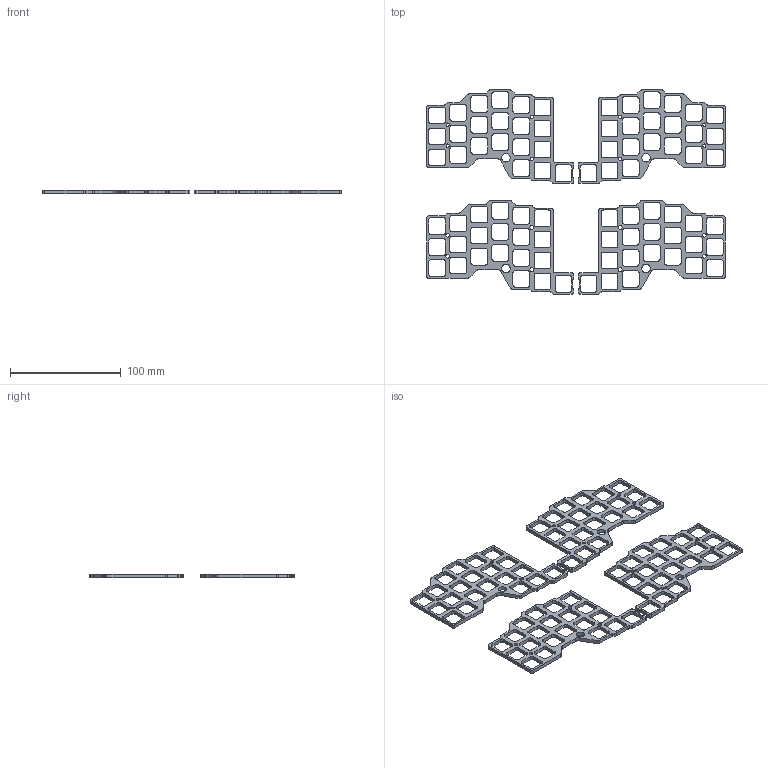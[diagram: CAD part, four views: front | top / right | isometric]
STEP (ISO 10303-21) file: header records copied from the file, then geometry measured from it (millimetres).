
FILE_DESCRIPTION(/* description */ (''),/* implementation_level */ '2;1');
FILE_NAME(/* name */ 'mriya-spacer-fdm-v.1.01.step',/* time_stamp */ '2025-06-04T06:25:31+03:00',/* author */ (''),/* organization */ (''),/* preprocessor_version */ 'ST-DEVELOPER v20',/* originating_system */ 'Autodesk Translation Framework v13.14.0.145',/* authorisation */ '');
FILE_SCHEMA (('AUTOMOTIVE_DESIGN { 1 0 10303 214 3 1 1 }'));
Length unit declared in the file: millimetre
Products named in the file (1): mriya-spacer-fdm
Bounding box: 269.5 x 184.6 x 3.4 mm (x, y, z)
Volume: 43150.6 mm3; surface area: 48097.6 mm2
Topology: 4 solids, 4 shells, 916 faces, 2724 edges, 1816 vertices
Faces by surface type: cylinder 468, plane 448
Full cylindrical faces by diameter (mm): 3 x8, 3.4 x8, 7.6 x4
Entity records: 31430 total; most frequent: DIRECTION 5494, CARTESIAN_POINT 5457, ORIENTED_EDGE 5448, EDGE_CURVE 2724, AXIS2_PLACEMENT_3D 1853, VERTEX_POINT 1816, LINE 1788, VECTOR 1788
